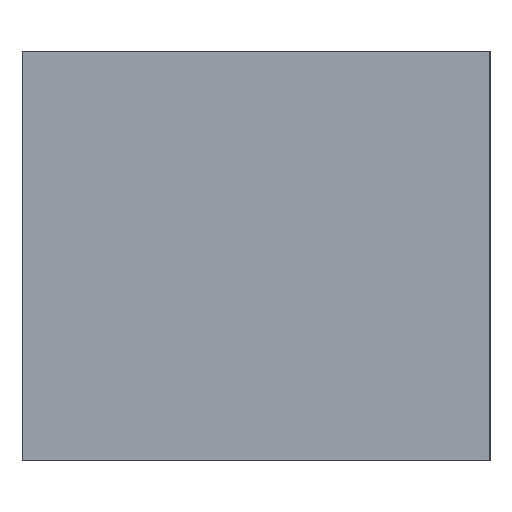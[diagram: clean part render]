
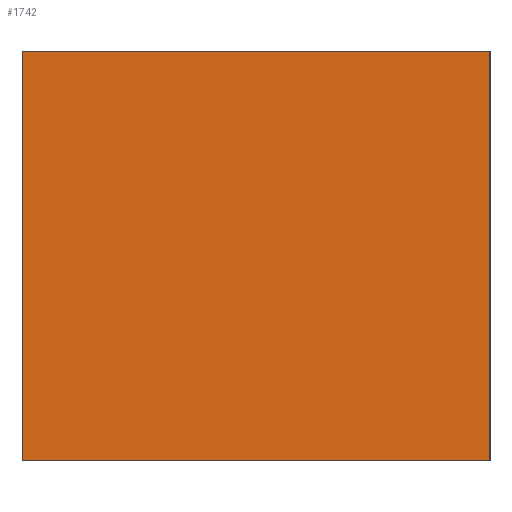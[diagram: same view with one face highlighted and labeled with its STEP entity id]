
A CAD part, left-side view. The second image highlights one B-rep face of the part: STEP entity #1742.
In plain terms, the highlighted planar face has unit normal (-1, 0, 0).
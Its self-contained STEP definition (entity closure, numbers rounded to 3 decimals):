
#83 = AXIS2_PLACEMENT_3D ( 'NONE', #2376, #2806, #1505 ) ;
#110 = VECTOR ( 'NONE', #2316, 1000. ) ;
#118 = CARTESIAN_POINT ( 'NONE',  ( -75., 20., 17.5 ) ) ;
#137 = VECTOR ( 'NONE', #2312, 1000. ) ;
#404 = VERTEX_POINT ( 'NONE', #1622 ) ;
#491 = EDGE_CURVE ( 'NONE', #404, #1717, #1858, .T. ) ;
#573 = DIRECTION ( 'NONE',  ( 0., 0., -1. ) ) ;
#629 = LINE ( 'NONE', #1882, #1145 ) ;
#832 = CARTESIAN_POINT ( 'NONE',  ( -75., 20., -17.5 ) ) ;
#863 = ORIENTED_EDGE ( 'NONE', *, *, #2087, .T. ) ;
#891 = ORIENTED_EDGE ( 'NONE', *, *, #2354, .F. ) ;
#1145 = VECTOR ( 'NONE', #573, 1000. ) ;
#1205 = DIRECTION ( 'NONE',  ( 0., -1., 0. ) ) ;
#1353 = CARTESIAN_POINT ( 'NONE',  ( -75., 20., 17.5 ) ) ;
#1442 = ORIENTED_EDGE ( 'NONE', *, *, #2142, .T. ) ;
#1505 = DIRECTION ( 'NONE',  ( 0., 1., 0. ) ) ;
#1622 = CARTESIAN_POINT ( 'NONE',  ( -75., 20., 17.5 ) ) ;
#1714 = PLANE ( 'NONE',  #83 ) ;
#1717 = VERTEX_POINT ( 'NONE', #2366 ) ;
#1742 = ADVANCED_FACE ( 'NONE', ( #2269 ), #1714, .F. ) ;
#1858 = LINE ( 'NONE', #1353, #110 ) ;
#1882 = CARTESIAN_POINT ( 'NONE',  ( -75., -20., 17.5 ) ) ;
#1884 = EDGE_LOOP ( 'NONE', ( #863, #891, #2603, #1442 ) ) ;
#1886 = VECTOR ( 'NONE', #1205, 1000. ) ;
#1903 = VERTEX_POINT ( 'NONE', #832 ) ;
#1949 = CARTESIAN_POINT ( 'NONE',  ( -75., -20., -17.5 ) ) ;
#2087 = EDGE_CURVE ( 'NONE', #1903, #2425, #2467, .T. ) ;
#2142 = EDGE_CURVE ( 'NONE', #404, #1903, #2408, .T. ) ;
#2269 = FACE_OUTER_BOUND ( 'NONE', #1884, .T. ) ;
#2312 = DIRECTION ( 'NONE',  ( 0., 0., -1. ) ) ;
#2316 = DIRECTION ( 'NONE',  ( 0., -1., 0. ) ) ;
#2354 = EDGE_CURVE ( 'NONE', #1717, #2425, #629, .T. ) ;
#2366 = CARTESIAN_POINT ( 'NONE',  ( -75., -20., 17.5 ) ) ;
#2376 = CARTESIAN_POINT ( 'NONE',  ( -75., 20., 17.5 ) ) ;
#2408 = LINE ( 'NONE', #118, #137 ) ;
#2425 = VERTEX_POINT ( 'NONE', #1949 ) ;
#2467 = LINE ( 'NONE', #2505, #1886 ) ;
#2505 = CARTESIAN_POINT ( 'NONE',  ( -75., 20., -17.5 ) ) ;
#2603 = ORIENTED_EDGE ( 'NONE', *, *, #491, .F. ) ;
#2806 = DIRECTION ( 'NONE',  ( 1., 0., 0. ) ) ;
